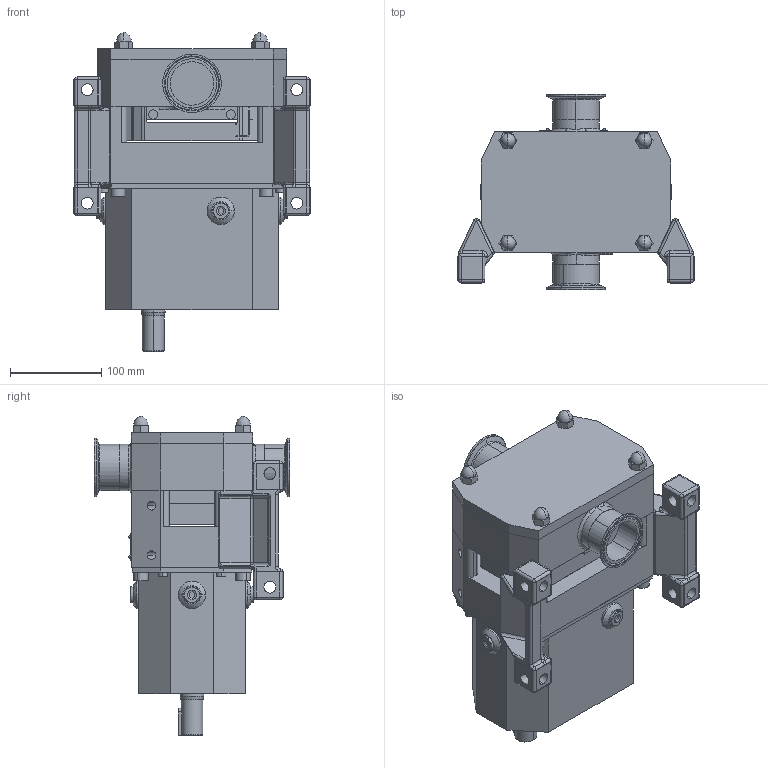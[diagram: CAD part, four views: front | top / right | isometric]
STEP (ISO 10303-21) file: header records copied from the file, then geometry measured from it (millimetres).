
FILE_DESCRIPTION (( 'STEP AP214' ), '1' );
FILE_NAME ('SLCL-TC-LEFT.STEP', '2022-05-13T13:08:38', ( '' ), ( '' ), 'SwSTEP 2.0', 'SolidWorks 2021', '' );
FILE_SCHEMA (( 'AUTOMOTIVE_DESIGN' ));
Length unit declared in the file: millimetre
Products named in the file (3): SLCL-TC-LEFT; Copy of SLCL-0254 V LHD^GA4225; Copy of Z94-5121-33 - 2 INCH^GA4225
Assembly tree (3 placements, depth 2):
  SLCL-TC-LEFT
    Copy of SLCL-0254 V LHD^GA4225
    Copy of Z94-5121-33 - 2 INCH^GA4225  x2
Bounding box: 258.33 x 214 x 349.55 mm (x, y, z)
Volume: 6398344.9 mm3; surface area: 1036189 mm2
Topology: 3 solids, 3 shells, 948 faces, 2381 edges, 1422 vertices
Faces by surface type: plane 362, cylinder 317, torus 103, cone 74, bspline 58, sphere 34
Entity records: 55867 total; most frequent: CARTESIAN_POINT 33005, ORIENTED_EDGE 4584, DIRECTION 4484, EDGE_CURVE 2292, AXIS2_PLACEMENT_3D 1691, VERTEX_POINT 1394, VECTOR 1102, LINE 1102
